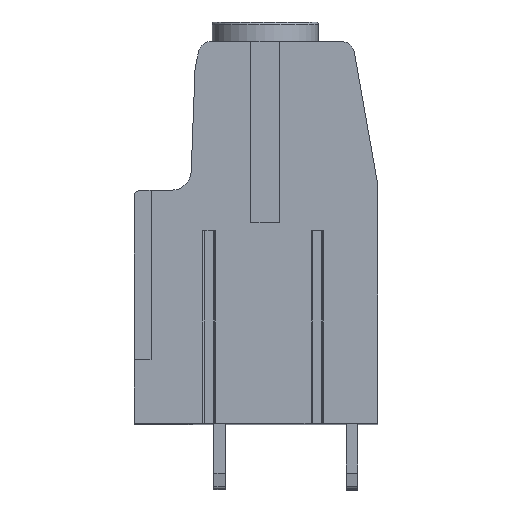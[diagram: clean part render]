
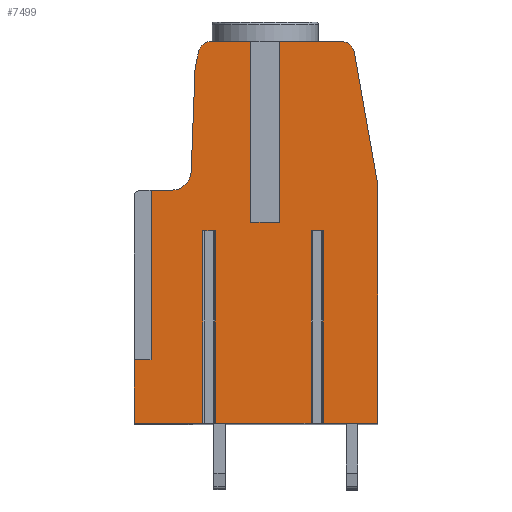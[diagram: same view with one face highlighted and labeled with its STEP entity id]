
A CAD part, top view. The second image highlights one B-rep face of the part: STEP entity #7499.
In plain terms, the highlighted planar face has unit normal (0, 0, 1).
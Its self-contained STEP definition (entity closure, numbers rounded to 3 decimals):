
#16=DIRECTION('',(0.,-1.,0.));
#17=VECTOR('',#16,13.85);
#18=CARTESIAN_POINT('',(1.8,13.9,55.88));
#19=LINE('',#18,#17);
#20=DIRECTION('',(-1.,0.,0.));
#21=VECTOR('',#20,4.762);
#22=CARTESIAN_POINT('',(6.562,13.9,55.88));
#23=LINE('',#22,#21);
#24=CARTESIAN_POINT('',(6.562,12.9,55.88));
#25=DIRECTION('',(0.,0.,1.));
#26=DIRECTION('',(0.985,0.174,0.));
#27=AXIS2_PLACEMENT_3D('',#24,#25,#26);
#29=DIRECTION('',(-0.174,0.985,0.));
#30=VECTOR('',#29,10.381);
#31=CARTESIAN_POINT('',(9.35,2.85,55.88));
#32=LINE('',#31,#30);
#33=DIRECTION('',(0.,1.,0.));
#34=VECTOR('',#33,18.25);
#35=CARTESIAN_POINT('',(9.35,-15.4,55.88));
#36=LINE('',#35,#34);
#37=DIRECTION('',(1.,0.,0.));
#38=VECTOR('',#37,4.173);
#39=CARTESIAN_POINT('',(5.177,-15.4,55.88));
#40=LINE('',#39,#38);
#41=DIRECTION('',(0.,-1.,0.));
#42=VECTOR('',#41,14.8);
#43=CARTESIAN_POINT('',(5.177,-0.6,55.88));
#44=LINE('',#43,#42);
#45=DIRECTION('',(-1.,0.,0.));
#46=VECTOR('',#45,0.955);
#47=CARTESIAN_POINT('',(5.177,-0.6,55.88));
#48=LINE('',#47,#46);
#49=DIRECTION('',(0.,-1.,0.));
#50=VECTOR('',#49,14.8);
#51=CARTESIAN_POINT('',(4.223,-0.6,55.88));
#52=LINE('',#51,#50);
#53=DIRECTION('',(1.,0.,0.));
#54=VECTOR('',#53,7.345);
#55=CARTESIAN_POINT('',(-3.123,-15.4,55.88));
#56=LINE('',#55,#54);
#57=DIRECTION('',(0.,-1.,0.));
#58=VECTOR('',#57,14.8);
#59=CARTESIAN_POINT('',(-3.123,-0.6,55.88));
#60=LINE('',#59,#58);
#61=DIRECTION('',(-1.,0.,0.));
#62=VECTOR('',#61,0.955);
#63=CARTESIAN_POINT('',(-3.123,-0.6,55.88));
#64=LINE('',#63,#62);
#65=DIRECTION('',(0.,-1.,0.));
#66=VECTOR('',#65,14.8);
#67=CARTESIAN_POINT('',(-4.077,-0.6,55.88));
#68=LINE('',#67,#66);
#69=DIRECTION('',(1.,0.,0.));
#70=VECTOR('',#69,5.273);
#71=CARTESIAN_POINT('',(-9.35,-15.4,55.88));
#72=LINE('',#71,#70);
#73=DIRECTION('',(0.,-1.,0.));
#74=VECTOR('',#73,4.9);
#75=CARTESIAN_POINT('',(-9.35,-10.5,55.88));
#76=LINE('',#75,#74);
#77=DIRECTION('',(1.,0.,0.));
#78=VECTOR('',#77,1.3);
#79=CARTESIAN_POINT('',(-9.35,-10.5,55.88));
#80=LINE('',#79,#78);
#81=DIRECTION('',(0.,1.,0.));
#82=VECTOR('',#81,13.);
#83=CARTESIAN_POINT('',(-8.05,-10.5,55.88));
#84=LINE('',#83,#82);
#85=DIRECTION('',(-1.,0.,0.));
#86=VECTOR('',#85,1.578);
#87=CARTESIAN_POINT('',(-6.472,2.5,55.88));
#88=LINE('',#87,#86);
#89=CARTESIAN_POINT('',(-6.472,4.,55.88));
#90=DIRECTION('',(0.,0.,-1.));
#91=DIRECTION('',(0.999,-0.038,0.));
#92=AXIS2_PLACEMENT_3D('',#89,#90,#91);
#94=DIRECTION('',(-0.038,-0.999,0.));
#95=VECTOR('',#94,7.704);
#96=CARTESIAN_POINT('',(-4.681,11.641,55.88));
#97=LINE('',#96,#95);
#98=CARTESIAN_POINT('',(-1.683,11.527,55.88));
#99=DIRECTION('',(0.,0.,1.));
#100=DIRECTION('',(-0.978,0.208,0.));
#101=AXIS2_PLACEMENT_3D('',#98,#99,#100);
#103=DIRECTION('',(-0.208,-0.978,0.));
#104=VECTOR('',#103,0.978);
#105=CARTESIAN_POINT('',(-4.414,13.108,55.88));
#106=LINE('',#105,#104);
#107=CARTESIAN_POINT('',(-3.436,12.9,55.88));
#108=DIRECTION('',(0.,0.,1.));
#109=DIRECTION('',(0.,1.,0.));
#110=AXIS2_PLACEMENT_3D('',#107,#108,#109);
#112=DIRECTION('',(-1.,0.,0.));
#113=VECTOR('',#112,3.036);
#114=CARTESIAN_POINT('',(-0.4,13.9,55.88));
#115=LINE('',#114,#113);
#116=DIRECTION('',(0.,-1.,0.));
#117=VECTOR('',#116,13.85);
#118=CARTESIAN_POINT('',(-0.4,13.9,55.88));
#119=LINE('',#118,#117);
#120=DIRECTION('',(1.,0.,0.));
#121=VECTOR('',#120,2.2);
#122=CARTESIAN_POINT('',(-0.4,0.05,55.88));
#123=LINE('',#122,#121);
#5764=CARTESIAN_POINT('',(9.35,-15.4,55.88));
#5765=CARTESIAN_POINT('',(9.35,2.85,55.88));
#5766=VERTEX_POINT('',#5764);
#5767=VERTEX_POINT('',#5765);
#5768=CARTESIAN_POINT('',(7.547,13.074,55.88));
#5769=VERTEX_POINT('',#5768);
#5770=CARTESIAN_POINT('',(6.562,13.9,55.88));
#5771=VERTEX_POINT('',#5770);
#5772=CARTESIAN_POINT('',(-3.436,13.9,55.88));
#5773=CARTESIAN_POINT('',(-4.414,13.108,55.88));
#5774=VERTEX_POINT('',#5772);
#5775=VERTEX_POINT('',#5773);
#5776=CARTESIAN_POINT('',(-4.617,12.151,55.88));
#5777=VERTEX_POINT('',#5776);
#5778=CARTESIAN_POINT('',(-4.681,11.641,55.88));
#5779=VERTEX_POINT('',#5778);
#5780=CARTESIAN_POINT('',(-4.973,3.943,55.88));
#5781=VERTEX_POINT('',#5780);
#5782=CARTESIAN_POINT('',(-6.472,2.5,55.88));
#5783=VERTEX_POINT('',#5782);
#5900=CARTESIAN_POINT('',(5.177,-15.4,55.88));
#5901=VERTEX_POINT('',#5900);
#5903=CARTESIAN_POINT('',(4.223,-15.4,55.88));
#5905=VERTEX_POINT('',#5903);
#5916=CARTESIAN_POINT('',(-3.123,-15.4,55.88));
#5917=VERTEX_POINT('',#5916);
#5919=CARTESIAN_POINT('',(-4.077,-15.4,55.88));
#5921=VERTEX_POINT('',#5919);
#5926=CARTESIAN_POINT('',(5.177,-0.6,55.88));
#5927=CARTESIAN_POINT('',(4.223,-0.6,55.88));
#5928=VERTEX_POINT('',#5926);
#5929=VERTEX_POINT('',#5927);
#5930=CARTESIAN_POINT('',(-3.123,-0.6,55.88));
#5931=CARTESIAN_POINT('',(-4.077,-0.6,55.88));
#5932=VERTEX_POINT('',#5930);
#5933=VERTEX_POINT('',#5931);
#5934=CARTESIAN_POINT('',(-9.35,-15.4,55.88));
#5935=VERTEX_POINT('',#5934);
#6156=CARTESIAN_POINT('',(-9.35,-10.5,55.88));
#6157=CARTESIAN_POINT('',(-8.05,-10.5,55.88));
#6158=VERTEX_POINT('',#6156);
#6159=VERTEX_POINT('',#6157);
#6160=CARTESIAN_POINT('',(-8.05,2.5,55.88));
#6161=VERTEX_POINT('',#6160);
#6312=CARTESIAN_POINT('',(1.8,13.9,55.88));
#6313=CARTESIAN_POINT('',(1.8,0.05,55.88));
#6314=VERTEX_POINT('',#6312);
#6315=VERTEX_POINT('',#6313);
#6316=CARTESIAN_POINT('',(-0.4,13.9,55.88));
#6317=CARTESIAN_POINT('',(-0.4,0.05,55.88));
#6318=VERTEX_POINT('',#6316);
#6319=VERTEX_POINT('',#6317);
#7440=CARTESIAN_POINT('',(0.,0.,55.88));
#7441=DIRECTION('',(0.,0.,1.));
#7442=DIRECTION('',(1.,0.,0.));
#7443=AXIS2_PLACEMENT_3D('',#7440,#7441,#7442);
#7444=PLANE('',#7443);
#7446=ORIENTED_EDGE('',*,*,#7445,.F.);
#7448=ORIENTED_EDGE('',*,*,#7447,.F.);
#7450=ORIENTED_EDGE('',*,*,#7449,.F.);
#7452=ORIENTED_EDGE('',*,*,#7451,.F.);
#7454=ORIENTED_EDGE('',*,*,#7453,.F.);
#7456=ORIENTED_EDGE('',*,*,#7455,.F.);
#7458=ORIENTED_EDGE('',*,*,#7457,.F.);
#7460=ORIENTED_EDGE('',*,*,#7459,.T.);
#7462=ORIENTED_EDGE('',*,*,#7461,.T.);
#7464=ORIENTED_EDGE('',*,*,#7463,.F.);
#7466=ORIENTED_EDGE('',*,*,#7465,.F.);
#7468=ORIENTED_EDGE('',*,*,#7467,.T.);
#7470=ORIENTED_EDGE('',*,*,#7469,.T.);
#7472=ORIENTED_EDGE('',*,*,#7471,.F.);
#7474=ORIENTED_EDGE('',*,*,#7473,.F.);
#7476=ORIENTED_EDGE('',*,*,#7475,.T.);
#7478=ORIENTED_EDGE('',*,*,#7477,.T.);
#7480=ORIENTED_EDGE('',*,*,#7479,.F.);
#7482=ORIENTED_EDGE('',*,*,#7481,.F.);
#7484=ORIENTED_EDGE('',*,*,#7483,.F.);
#7486=ORIENTED_EDGE('',*,*,#7485,.F.);
#7488=ORIENTED_EDGE('',*,*,#7487,.F.);
#7490=ORIENTED_EDGE('',*,*,#7489,.F.);
#7492=ORIENTED_EDGE('',*,*,#7491,.F.);
#7494=ORIENTED_EDGE('',*,*,#7493,.T.);
#7496=ORIENTED_EDGE('',*,*,#7495,.T.);
#7497=EDGE_LOOP('',(#7446,#7448,#7450,#7452,#7454,#7456,#7458,#7460,#7462,#7464,
#7466,#7468,#7470,#7472,#7474,#7476,#7478,#7480,#7482,#7484,#7486,#7488,#7490,
#7492,#7494,#7496));
#7498=FACE_OUTER_BOUND('',#7497,.F.);
#28=CIRCLE('',#27,1.);
#93=CIRCLE('',#92,1.5);
#102=CIRCLE('',#101,3.);
#111=CIRCLE('',#110,1.);
#7445=EDGE_CURVE('',#6314,#6315,#19,.T.);
#7447=EDGE_CURVE('',#5771,#6314,#23,.T.);
#7449=EDGE_CURVE('',#5769,#5771,#28,.T.);
#7451=EDGE_CURVE('',#5767,#5769,#32,.T.);
#7453=EDGE_CURVE('',#5766,#5767,#36,.T.);
#7455=EDGE_CURVE('',#5901,#5766,#40,.T.);
#7457=EDGE_CURVE('',#5928,#5901,#44,.T.);
#7459=EDGE_CURVE('',#5928,#5929,#48,.T.);
#7461=EDGE_CURVE('',#5929,#5905,#52,.T.);
#7463=EDGE_CURVE('',#5917,#5905,#56,.T.);
#7465=EDGE_CURVE('',#5932,#5917,#60,.T.);
#7467=EDGE_CURVE('',#5932,#5933,#64,.T.);
#7469=EDGE_CURVE('',#5933,#5921,#68,.T.);
#7471=EDGE_CURVE('',#5935,#5921,#72,.T.);
#7473=EDGE_CURVE('',#6158,#5935,#76,.T.);
#7475=EDGE_CURVE('',#6158,#6159,#80,.T.);
#7477=EDGE_CURVE('',#6159,#6161,#84,.T.);
#7479=EDGE_CURVE('',#5783,#6161,#88,.T.);
#7481=EDGE_CURVE('',#5781,#5783,#93,.T.);
#7483=EDGE_CURVE('',#5779,#5781,#97,.T.);
#7485=EDGE_CURVE('',#5777,#5779,#102,.T.);
#7487=EDGE_CURVE('',#5775,#5777,#106,.T.);
#7489=EDGE_CURVE('',#5774,#5775,#111,.T.);
#7491=EDGE_CURVE('',#6318,#5774,#115,.T.);
#7493=EDGE_CURVE('',#6318,#6319,#119,.T.);
#7495=EDGE_CURVE('',#6319,#6315,#123,.T.);
#7499=ADVANCED_FACE('',(#7498),#7444,.T.);
